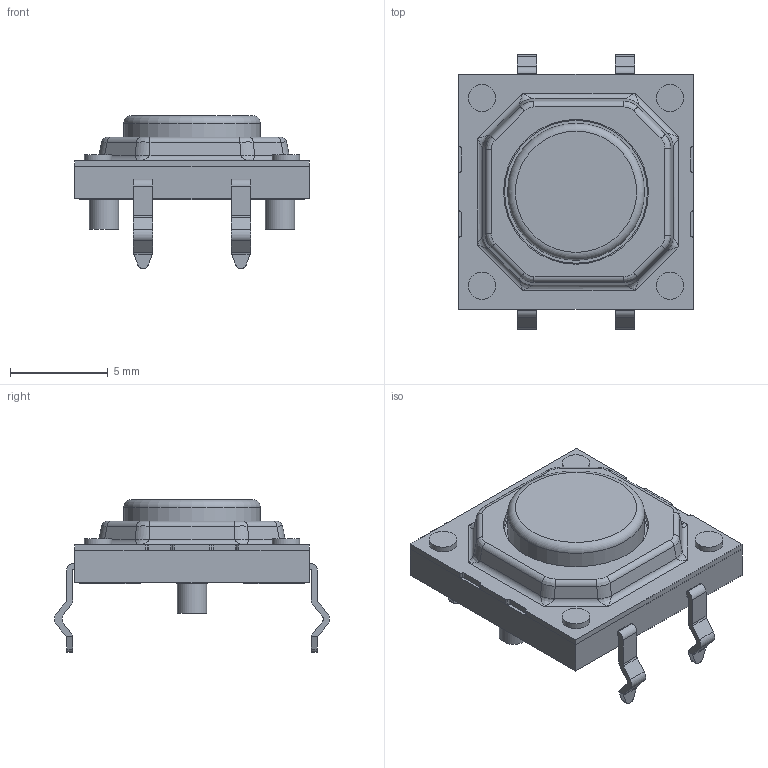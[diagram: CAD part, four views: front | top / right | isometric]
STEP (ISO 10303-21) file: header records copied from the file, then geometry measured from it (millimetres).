
FILE_DESCRIPTION(/* description */ (''),/* implementation_level */ '2;1');
FILE_NAME(/* name */ 'TL6300BF130QP.stp',/* time_stamp */ '2024-07-31T09:26:04-05:00',/* author */ ('jsteinblock'),/* organization */ (''),/* preprocessor_version */ 'ST-DEVELOPER v18.1',/* originating_system */ 'Autodesk Inventor 2022',/* authorisation */ '');
FILE_SCHEMA (('AUTOMOTIVE_DESIGN { 1 0 10303 214 3 1 1 }'));
Length unit declared in the file: inch
Products named in the file (1): TL6300BF130QP
Bounding box: 12 x 14.06 x 7.8 mm (x, y, z)
Volume: 356.9 mm3; surface area: 750.7 mm2
Topology: 1 solids, 1 shells, 346 faces, 837 edges, 502 vertices
Faces by surface type: plane 147, cylinder 121, bspline 38, torus 17, sphere 15, cone 8
Full cylindrical faces by diameter (mm): 1.4 x4, 1.5 x2, 7 x1, 7.3 x1, 7.4 x1
Entity records: 10812 total; most frequent: CARTESIAN_POINT 2740, DIRECTION 1723, ORIENTED_EDGE 1642, EDGE_CURVE 821, AXIS2_PLACEMENT_3D 639, VERTEX_POINT 502, LINE 445, VECTOR 445
